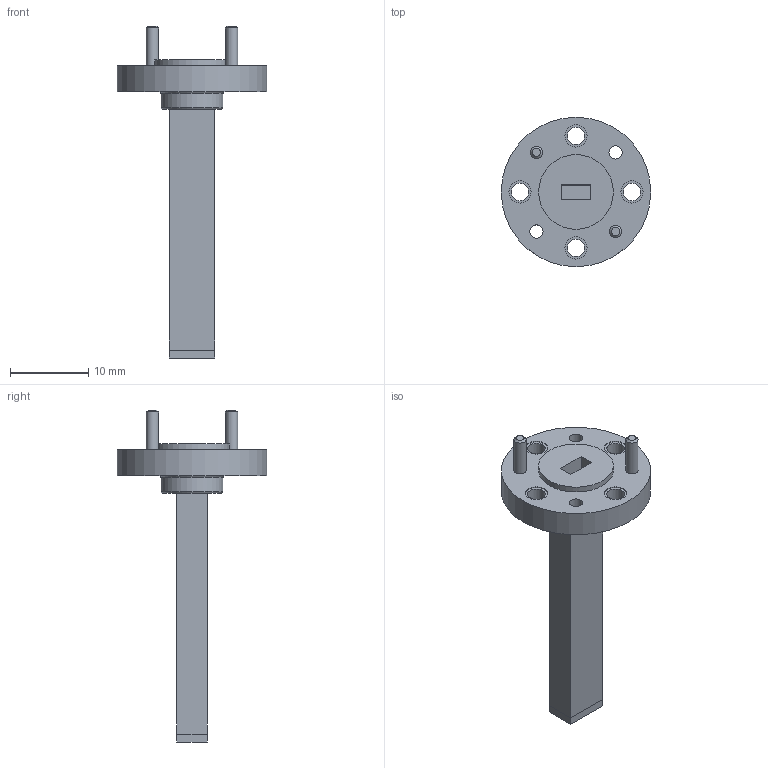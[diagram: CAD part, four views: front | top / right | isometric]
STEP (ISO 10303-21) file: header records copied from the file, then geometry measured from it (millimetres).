
FILE_DESCRIPTION (( 'STEP AP203' ), '1' );
FILE_NAME ('PEW15TR0001_3D.step', '2022-02-08T16:34:22', ( '' ), ( '' ), 'SwSTEP 2.0', 'SolidWorks 2021', '' );
FILE_SCHEMA (( 'CONFIG_CONTROL_DESIGN' ));
Length unit declared in the file: inch
Products named in the file (1): PEW15TR0001_3D
Bounding box: 19.05 x 19.05 x 42.32 mm (x, y, z)
Volume: 1509.4 mm3; surface area: 2011.7 mm2
Topology: 1 solids, 1 shells, 51 faces, 101 edges, 66 vertices
Faces by surface type: plane 28, cylinder 19, torus 2, cone 2
Full cylindrical faces by diameter (mm): 1.562 x2, 1.702 x2, 2.261 x4, 2.845 x8, 7.9 x1, 9.525 x1, 19.05 x1
Entity records: 1277 total; most frequent: DIRECTION 220, CARTESIAN_POINT 188, ORIENTED_EDGE 148, EDGE_LOOP 100, AXIS2_PLACEMENT_3D 94, EDGE_CURVE 74, FACE_OUTER_BOUND 72, VERTEX_POINT 62
